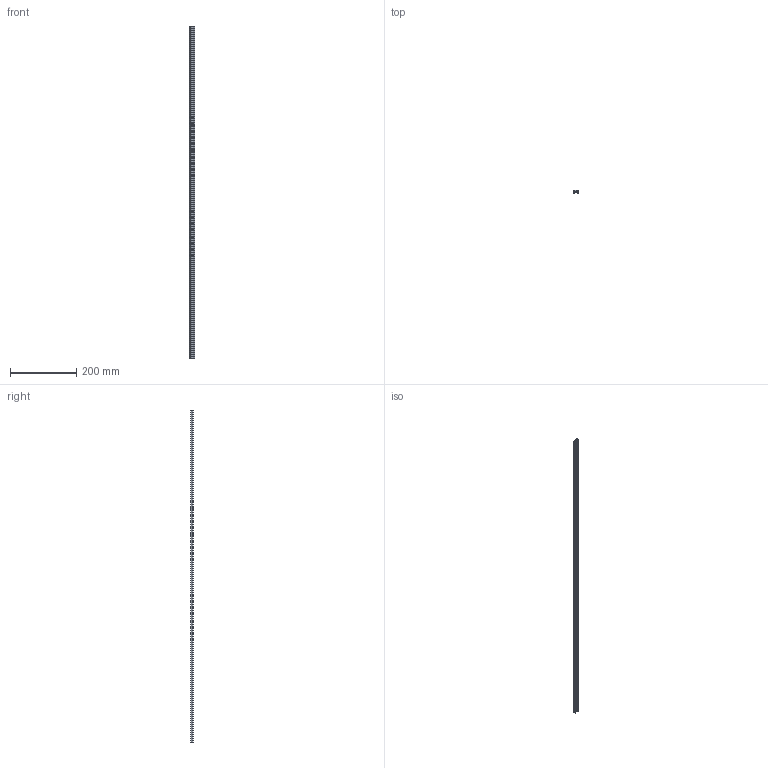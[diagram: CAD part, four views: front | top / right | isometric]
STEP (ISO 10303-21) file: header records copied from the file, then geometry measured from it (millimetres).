
FILE_DESCRIPTION(/* description */ ('KriTec Gleitleiste für Rundrohr D28, antistatisch'),/* implementation_level */ '2;1');
FILE_NAME(/* name */ '13244_KriTec_Gleitleiste_f_Rundrohr_D28_antistatisch.stp',/* time_stamp */ '2018-06-06T09:28:48+02:00',/* author */ ('kostic'),/* organization */ (''),/* preprocessor_version */ 'ST-DEVELOPER v16.1',/* originating_system */ 'Autodesk Inventor 2016',/* authorisation */ '');
FILE_SCHEMA (('AUTOMOTIVE_DESIGN { 1 0 10303 214 3 1 1 }'));
Length unit declared in the file: millimetre
Products named in the file (1): 13244_KriTec_Gleitleiste_f_Rundrohr_D28_antistatisch
Bounding box: 16.47 x 7.6 x 1000 mm (x, y, z)
Volume: 60461.7 mm3; surface area: 63078.2 mm2
Topology: 1 solids, 1 shells, 44 faces, 126 edges, 84 vertices
Faces by surface type: cylinder 27, plane 17
Entity records: 1546 total; most frequent: DIRECTION 270, CARTESIAN_POINT 255, ORIENTED_EDGE 252, EDGE_CURVE 126, AXIS2_PLACEMENT_3D 99, VERTEX_POINT 84, LINE 72, VECTOR 72
